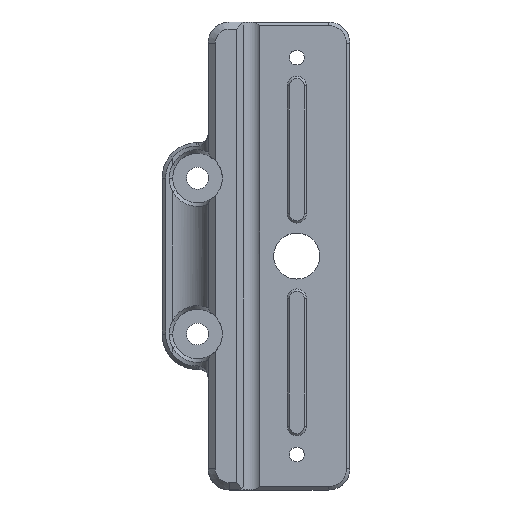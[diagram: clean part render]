
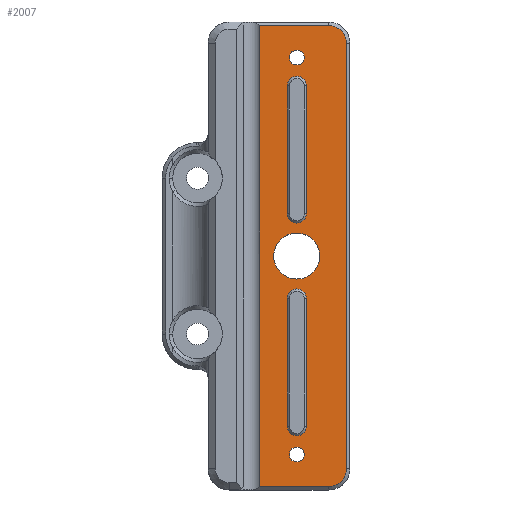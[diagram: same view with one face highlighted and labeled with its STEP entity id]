
A CAD part, top view. The second image highlights one B-rep face of the part: STEP entity #2007.
In plain terms, the highlighted planar face has unit normal (0, 0, 1).
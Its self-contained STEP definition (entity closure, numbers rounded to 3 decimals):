
#18=FACE_BOUND('',#422,.T.);
#19=FACE_BOUND('',#423,.T.);
#20=FACE_BOUND('',#424,.T.);
#21=FACE_BOUND('',#425,.T.);
#22=FACE_BOUND('',#426,.T.);
#142=CIRCLE('',#2036,1.35);
#143=CIRCLE('',#2040,1.35);
#148=CIRCLE('',#2051,1.35);
#149=CIRCLE('',#2055,1.35);
#173=CIRCLE('',#2153,2.5);
#174=CIRCLE('',#2156,2.5);
#178=CIRCLE('',#2180,1.05);
#179=CIRCLE('',#2181,1.05);
#180=CIRCLE('',#2182,3.25);
#300=FACE_OUTER_BOUND('',#421,.T.);
#421=EDGE_LOOP('',(#1764,#1765,#1766,#1767,#1768,#1769));
#422=EDGE_LOOP('',(#1770));
#423=EDGE_LOOP('',(#1771));
#424=EDGE_LOOP('',(#1772));
#425=EDGE_LOOP('',(#1773,#1774,#1775,#1776));
#426=EDGE_LOOP('',(#1777,#1778,#1779,#1780));
#462=LINE('',#2776,#638);
#464=LINE('',#2783,#640);
#475=LINE('',#2816,#651);
#478=LINE('',#2824,#654);
#599=LINE('',#4087,#775);
#602=LINE('',#4095,#778);
#604=LINE('',#4103,#780);
#616=LINE('',#4129,#792);
#638=VECTOR('',#2241,18.);
#640=VECTOR('',#2251,18.);
#651=VECTOR('',#2284,18.);
#654=VECTOR('',#2295,18.);
#775=VECTOR('',#2606,9.741);
#778=VECTOR('',#2615,60.);
#780=VECTOR('',#2625,9.741);
#792=VECTOR('',#2653,65.);
#811=VERTEX_POINT('',#2768);
#812=VERTEX_POINT('',#2770);
#813=VERTEX_POINT('',#2774);
#814=VERTEX_POINT('',#2779);
#823=VERTEX_POINT('',#2809);
#824=VERTEX_POINT('',#2811);
#825=VERTEX_POINT('',#2815);
#826=VERTEX_POINT('',#2820);
#959=VERTEX_POINT('',#4083);
#960=VERTEX_POINT('',#4085);
#961=VERTEX_POINT('',#4089);
#962=VERTEX_POINT('',#4093);
#963=VERTEX_POINT('',#4097);
#964=VERTEX_POINT('',#4101);
#972=VERTEX_POINT('',#4146);
#973=VERTEX_POINT('',#4148);
#974=VERTEX_POINT('',#4150);
#996=EDGE_CURVE('',#811,#812,#142,.T.);
#999=EDGE_CURVE('',#813,#811,#462,.T.);
#1001=EDGE_CURVE('',#814,#813,#143,.T.);
#1002=EDGE_CURVE('',#812,#814,#464,.T.);
#1016=EDGE_CURVE('',#823,#824,#148,.T.);
#1018=EDGE_CURVE('',#824,#825,#475,.T.);
#1020=EDGE_CURVE('',#825,#826,#149,.T.);
#1022=EDGE_CURVE('',#826,#823,#478,.T.);
#1223=EDGE_CURVE('',#959,#960,#599,.T.);
#1225=EDGE_CURVE('',#960,#961,#173,.T.);
#1227=EDGE_CURVE('',#961,#962,#602,.T.);
#1229=EDGE_CURVE('',#962,#963,#174,.T.);
#1231=EDGE_CURVE('',#963,#964,#604,.T.);
#1245=EDGE_CURVE('',#959,#964,#616,.T.);
#1253=EDGE_CURVE('',#972,#972,#178,.T.);
#1254=EDGE_CURVE('',#973,#973,#179,.T.);
#1255=EDGE_CURVE('',#974,#974,#180,.T.);
#1764=ORIENTED_EDGE('',*,*,#1223,.T.);
#1765=ORIENTED_EDGE('',*,*,#1225,.T.);
#1766=ORIENTED_EDGE('',*,*,#1227,.T.);
#1767=ORIENTED_EDGE('',*,*,#1229,.T.);
#1768=ORIENTED_EDGE('',*,*,#1231,.T.);
#1769=ORIENTED_EDGE('',*,*,#1245,.F.);
#1770=ORIENTED_EDGE('',*,*,#1253,.F.);
#1771=ORIENTED_EDGE('',*,*,#1254,.F.);
#1772=ORIENTED_EDGE('',*,*,#1255,.F.);
#1773=ORIENTED_EDGE('',*,*,#996,.F.);
#1774=ORIENTED_EDGE('',*,*,#999,.F.);
#1775=ORIENTED_EDGE('',*,*,#1001,.F.);
#1776=ORIENTED_EDGE('',*,*,#1002,.F.);
#1777=ORIENTED_EDGE('',*,*,#1016,.F.);
#1778=ORIENTED_EDGE('',*,*,#1022,.F.);
#1779=ORIENTED_EDGE('',*,*,#1020,.F.);
#1780=ORIENTED_EDGE('',*,*,#1018,.F.);
#1898=PLANE('',#2179);
#2007=ADVANCED_FACE('',(#300,#18,#19,#20,#21,#22),#1898,.T.);
#2036=AXIS2_PLACEMENT_3D('',#2771,#2235,#2236);
#2040=AXIS2_PLACEMENT_3D('',#2781,#2247,#2248);
#2051=AXIS2_PLACEMENT_3D('',#2812,#2279,#2280);
#2055=AXIS2_PLACEMENT_3D('',#2821,#2290,#2291);
#2153=AXIS2_PLACEMENT_3D('',#4091,#2610,#2611);
#2156=AXIS2_PLACEMENT_3D('',#4099,#2619,#2620);
#2179=AXIS2_PLACEMENT_3D('',#4145,#2680,#2681);
#2180=AXIS2_PLACEMENT_3D('',#4147,#2682,#2683);
#2181=AXIS2_PLACEMENT_3D('',#4149,#2684,#2685);
#2182=AXIS2_PLACEMENT_3D('',#4151,#2686,#2687);
#2235=DIRECTION('center_axis',(0.,0.,
1.));
#2236=DIRECTION('ref_axis',(1.,0.,0.));
#2241=DIRECTION('',(0.,1.,0.));
#2247=DIRECTION('center_axis',(0.,0.,
1.));
#2248=DIRECTION('ref_axis',(-1.,0.,0.));
#2251=DIRECTION('',(0.,-1.,0.));
#2279=DIRECTION('center_axis',(0.,0.,
1.));
#2280=DIRECTION('ref_axis',(1.,0.,0.));
#2284=DIRECTION('',(0.,1.,0.));
#2290=DIRECTION('center_axis',(0.,0.,
1.));
#2291=DIRECTION('ref_axis',(-1.,0.,0.));
#2295=DIRECTION('',(0.,-1.,0.));
#2606=DIRECTION('',(1.,0.,0.));
#2610=DIRECTION('center_axis',(0.,0.,
1.));
#2611=DIRECTION('ref_axis',(0.707,-0.707,0.));
#2615=DIRECTION('',(0.,1.,0.));
#2619=DIRECTION('center_axis',(0.,0.,
1.));
#2620=DIRECTION('ref_axis',(0.707,0.707,0.));
#2625=DIRECTION('',(-1.,0.,0.));
#2653=DIRECTION('',(0.,1.,0.));
#2680=DIRECTION('center_axis',(0.,0.,
1.));
#2681=DIRECTION('ref_axis',(1.,0.,0.));
#2682=DIRECTION('center_axis',(0.,0.,
1.));
#2683=DIRECTION('ref_axis',(0.,1.,0.));
#2684=DIRECTION('center_axis',(0.,0.,
1.));
#2685=DIRECTION('ref_axis',(0.,1.,0.));
#2686=DIRECTION('center_axis',(0.,0.,
1.));
#2687=DIRECTION('ref_axis',(0.,1.,0.));
#2768=CARTESIAN_POINT('',(1.35,-6.,5.));
#2770=CARTESIAN_POINT('',(-1.35,-6.,5.));
#2771=CARTESIAN_POINT('Origin',(0.,-6.,5.));
#2774=CARTESIAN_POINT('',(1.35,-24.,5.));
#2776=CARTESIAN_POINT('',(1.35,-28.5,5.));
#2779=CARTESIAN_POINT('',(-1.35,-24.,5.));
#2781=CARTESIAN_POINT('Origin',(0.,-24.,5.));
#2783=CARTESIAN_POINT('',(-1.35,-19.5,5.));
#2809=CARTESIAN_POINT('',(-1.35,6.,5.));
#2811=CARTESIAN_POINT('',(1.35,6.,5.));
#2812=CARTESIAN_POINT('Origin',(0.,6.,5.));
#2815=CARTESIAN_POINT('',(1.35,24.,5.));
#2816=CARTESIAN_POINT('',(1.35,-4.5,5.));
#2820=CARTESIAN_POINT('',(-1.35,24.,5.));
#2821=CARTESIAN_POINT('Origin',(0.,24.,5.));
#2824=CARTESIAN_POINT('',(-1.35,-13.5,5.));
#4083=CARTESIAN_POINT('',(-5.241,-32.5,5.));
#4085=CARTESIAN_POINT('',(4.5,-32.5,5.));
#4087=CARTESIAN_POINT('',(-7.5,-32.5,5.));
#4089=CARTESIAN_POINT('',(7.,-30.,5.));
#4091=CARTESIAN_POINT('Origin',(4.5,-30.,5.));
#4093=CARTESIAN_POINT('',(7.,30.,5.));
#4095=CARTESIAN_POINT('',(7.,-33.,5.));
#4097=CARTESIAN_POINT('',(4.5,32.5,5.));
#4099=CARTESIAN_POINT('Origin',(4.5,30.,5.));
#4101=CARTESIAN_POINT('',(-5.241,32.5,5.));
#4103=CARTESIAN_POINT('',(0.,32.5,5.));
#4129=CARTESIAN_POINT('',(-5.241,-45.215,5.));
#4145=CARTESIAN_POINT('Origin',(-7.5,-33.,5.));
#4146=CARTESIAN_POINT('',(0.,26.95,5.));
#4147=CARTESIAN_POINT('Origin',(0.,28.,5.));
#4148=CARTESIAN_POINT('',(0.,-29.05,5.));
#4149=CARTESIAN_POINT('Origin',(0.,-28.,5.));
#4150=CARTESIAN_POINT('',(0.,-3.25,5.));
#4151=CARTESIAN_POINT('Origin',(0.,0.,5.));
